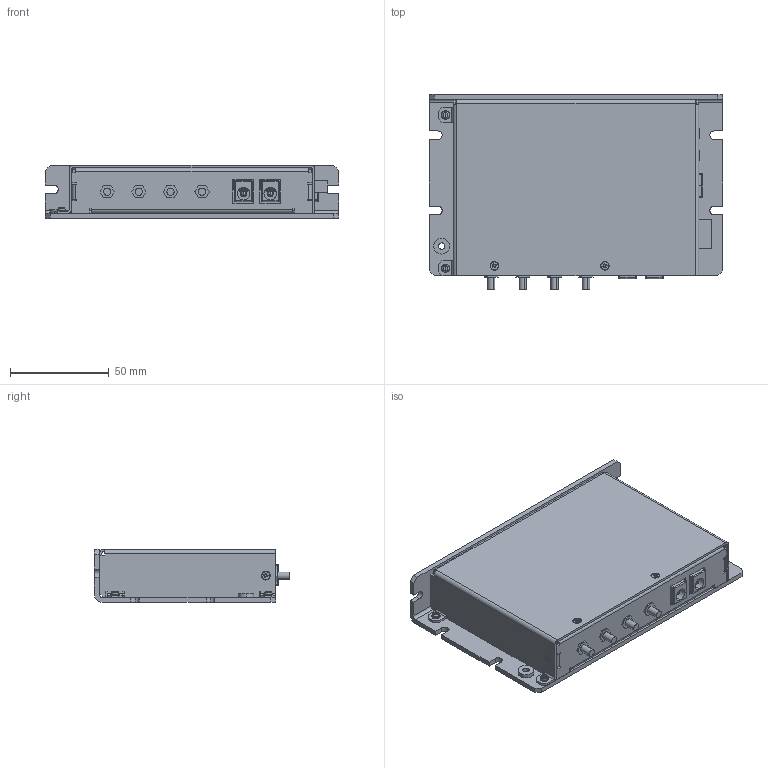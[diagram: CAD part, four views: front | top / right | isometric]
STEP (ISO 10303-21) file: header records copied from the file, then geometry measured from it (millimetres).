
FILE_DESCRIPTION (( 'STEP AP214' ), '1' );
FILE_NAME ('PAMC-204(SMB Type).STEP', '2025-09-19T02:57:07', ( '' ), ( '' ), 'SwSTEP 2.0', 'SolidWorks 2013', '' );
FILE_SCHEMA (( 'AUTOMOTIVE_DESIGN' ));
Length unit declared in the file: millimetre
Products named in the file (1): PAMC-204(SMB Type)
Bounding box: 148.3 x 98.7 x 26.9 mm (x, y, z)
Surface area: 88011.8 mm2 (no closed solid volume)
Topology: 0 solids, 73 shells, 2022 faces, 5166 edges, 3335 vertices
Faces by surface type: plane 1192, cylinder 647, cone 88, bspline 75, torus 20
Entity records: 86182 total; most frequent: CARTESIAN_POINT 13577, ORIENTED_EDGE 10302, DIRECTION 10252, EDGE_CURVE 5155, VECTOR 3604, LINE 3604, VERTEX_POINT 3335, AXIS2_PLACEMENT_3D 3324
